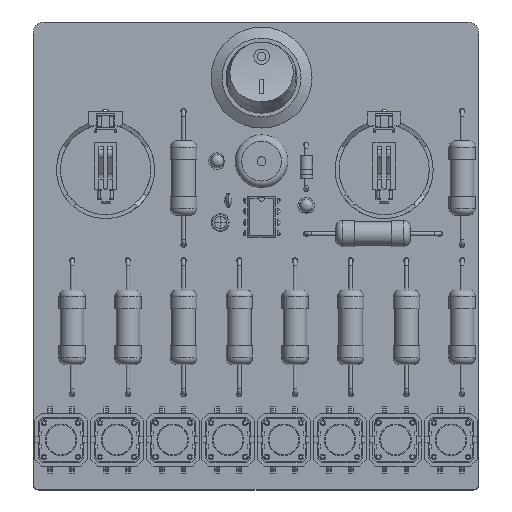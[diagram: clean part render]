
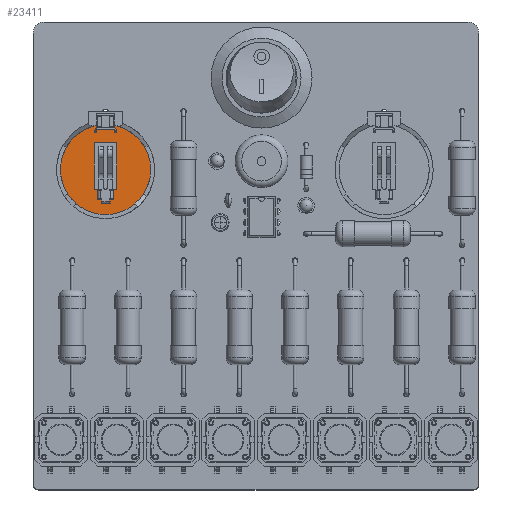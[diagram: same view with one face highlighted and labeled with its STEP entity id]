
A CAD part, top view. The second image highlights one B-rep face of the part: STEP entity #23411.
In plain terms, the highlighted face is planar.
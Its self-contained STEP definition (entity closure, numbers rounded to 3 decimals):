
#22790 = VERTEX_POINT('',#22791);
#22791 = CARTESIAN_POINT('',(10.087,2.489,-2.017));
#22797 = EDGE_CURVE('',#22790,#22798,#22800,.T.);
#22798 = VERTEX_POINT('',#22799);
#22799 = CARTESIAN_POINT('',(0.,2.489,-10.287));
#22800 = CIRCLE('',#22801,10.287);
#22801 = AXIS2_PLACEMENT_3D('',#22802,#22803,#22804);
#22802 = CARTESIAN_POINT('',(0.,2.489,0.));
#22803 = DIRECTION('',(0.,1.,-0.));
#22804 = DIRECTION('',(0.,0.,1.));
#22829 = EDGE_CURVE('',#22798,#22830,#22832,.T.);
#22830 = VERTEX_POINT('',#22831);
#22831 = CARTESIAN_POINT('',(0.,2.489,10.287));
#22832 = CIRCLE('',#22833,10.287);
#22833 = AXIS2_PLACEMENT_3D('',#22834,#22835,#22836);
#22834 = CARTESIAN_POINT('',(0.,2.489,0.));
#22835 = DIRECTION('',(0.,1.,-0.));
#22836 = DIRECTION('',(0.,0.,1.));
#23239 = EDGE_CURVE('',#22830,#23240,#23242,.T.);
#23240 = VERTEX_POINT('',#23241);
#23241 = CARTESIAN_POINT('',(10.087,2.489,2.017));
#23242 = CIRCLE('',#23243,10.287);
#23243 = AXIS2_PLACEMENT_3D('',#23244,#23245,#23246);
#23244 = CARTESIAN_POINT('',(0.,2.489,0.));
#23245 = DIRECTION('',(0.,1.,-0.));
#23246 = DIRECTION('',(0.,0.,1.));
#23411 = ADVANCED_FACE('',(#23412,#23446,#23473,#23507,#23541),#23575,
  .T.);
#23412 = FACE_BOUND('',#23413,.T.);
#23413 = EDGE_LOOP('',(#23414,#23424,#23432,#23440));
#23414 = ORIENTED_EDGE('',*,*,#23415,.T.);
#23415 = EDGE_CURVE('',#23416,#23418,#23420,.T.);
#23416 = VERTEX_POINT('',#23417);
#23417 = CARTESIAN_POINT('',(-7.667,2.489,1.016));
#23418 = VERTEX_POINT('',#23419);
#23419 = CARTESIAN_POINT('',(-7.667,2.489,-1.016));
#23420 = LINE('',#23421,#23422);
#23421 = CARTESIAN_POINT('',(-7.667,2.489,0.));
#23422 = VECTOR('',#23423,1.);
#23423 = DIRECTION('',(0.,0.,-1.));
#23424 = ORIENTED_EDGE('',*,*,#23425,.T.);
#23425 = EDGE_CURVE('',#23418,#23426,#23428,.T.);
#23426 = VERTEX_POINT('',#23427);
#23427 = CARTESIAN_POINT('',(-7.268,2.489,-1.016));
#23428 = LINE('',#23429,#23430);
#23429 = CARTESIAN_POINT('',(0.,2.489,-1.016));
#23430 = VECTOR('',#23431,1.);
#23431 = DIRECTION('',(1.,0.,0.));
#23432 = ORIENTED_EDGE('',*,*,#23433,.F.);
#23433 = EDGE_CURVE('',#23434,#23426,#23436,.T.);
#23434 = VERTEX_POINT('',#23435);
#23435 = CARTESIAN_POINT('',(-7.268,2.489,1.016));
#23436 = LINE('',#23437,#23438);
#23437 = CARTESIAN_POINT('',(-7.268,2.489,1.016));
#23438 = VECTOR('',#23439,1.);
#23439 = DIRECTION('',(0.,0.,-1.));
#23440 = ORIENTED_EDGE('',*,*,#23441,.F.);
#23441 = EDGE_CURVE('',#23416,#23434,#23442,.T.);
#23442 = LINE('',#23443,#23444);
#23443 = CARTESIAN_POINT('',(0.,2.489,1.016));
#23444 = VECTOR('',#23445,1.);
#23445 = DIRECTION('',(1.,0.,0.));
#23446 = FACE_BOUND('',#23447,.T.);
#23447 = EDGE_LOOP('',(#23448,#23458,#23464,#23465,#23466,#23467));
#23448 = ORIENTED_EDGE('',*,*,#23449,.T.);
#23449 = EDGE_CURVE('',#23450,#23452,#23454,.T.);
#23450 = VERTEX_POINT('',#23451);
#23451 = CARTESIAN_POINT('',(9.125,2.489,2.017));
#23452 = VERTEX_POINT('',#23453);
#23453 = CARTESIAN_POINT('',(9.125,2.489,-2.017));
#23454 = LINE('',#23455,#23456);
#23455 = CARTESIAN_POINT('',(9.125,2.489,2.017));
#23456 = VECTOR('',#23457,1.);
#23457 = DIRECTION('',(0.,0.,-1.));
#23458 = ORIENTED_EDGE('',*,*,#23459,.F.);
#23459 = EDGE_CURVE('',#22790,#23452,#23460,.T.);
#23460 = LINE('',#23461,#23462);
#23461 = CARTESIAN_POINT('',(12.722,2.489,-2.017));
#23462 = VECTOR('',#23463,1.);
#23463 = DIRECTION('',(-1.,0.,0.));
#23464 = ORIENTED_EDGE('',*,*,#22797,.T.);
#23465 = ORIENTED_EDGE('',*,*,#22829,.T.);
#23466 = ORIENTED_EDGE('',*,*,#23239,.T.);
#23467 = ORIENTED_EDGE('',*,*,#23468,.T.);
#23468 = EDGE_CURVE('',#23240,#23450,#23469,.T.);
#23469 = LINE('',#23470,#23471);
#23470 = CARTESIAN_POINT('',(12.722,2.489,2.017));
#23471 = VECTOR('',#23472,1.);
#23472 = DIRECTION('',(-1.,0.,0.));
#23473 = FACE_BOUND('',#23474,.T.);
#23474 = EDGE_LOOP('',(#23475,#23485,#23493,#23501));
#23475 = ORIENTED_EDGE('',*,*,#23476,.T.);
#23476 = EDGE_CURVE('',#23477,#23479,#23481,.T.);
#23477 = VERTEX_POINT('',#23478);
#23478 = CARTESIAN_POINT('',(-4.664,2.489,1.146));
#23479 = VERTEX_POINT('',#23480);
#23480 = CARTESIAN_POINT('',(-4.664,2.489,1.863));
#23481 = LINE('',#23482,#23483);
#23482 = CARTESIAN_POINT('',(-4.664,2.489,1.863));
#23483 = VECTOR('',#23484,1.);
#23484 = DIRECTION('',(-0.,-0.,1.));
#23485 = ORIENTED_EDGE('',*,*,#23486,.T.);
#23486 = EDGE_CURVE('',#23479,#23487,#23489,.T.);
#23487 = VERTEX_POINT('',#23488);
#23488 = CARTESIAN_POINT('',(-6.798,2.489,1.863));
#23489 = LINE('',#23490,#23491);
#23490 = CARTESIAN_POINT('',(-4.664,2.489,1.863));
#23491 = VECTOR('',#23492,1.);
#23492 = DIRECTION('',(-1.,0.,0.));
#23493 = ORIENTED_EDGE('',*,*,#23494,.T.);
#23494 = EDGE_CURVE('',#23487,#23495,#23497,.T.);
#23495 = VERTEX_POINT('',#23496);
#23496 = CARTESIAN_POINT('',(-6.798,2.489,1.146));
#23497 = LINE('',#23498,#23499);
#23498 = CARTESIAN_POINT('',(-6.798,2.489,1.863));
#23499 = VECTOR('',#23500,1.);
#23500 = DIRECTION('',(0.,0.,-1.));
#23501 = ORIENTED_EDGE('',*,*,#23502,.T.);
#23502 = EDGE_CURVE('',#23495,#23477,#23503,.T.);
#23503 = LINE('',#23504,#23505);
#23504 = CARTESIAN_POINT('',(-4.664,2.489,1.146));
#23505 = VECTOR('',#23506,1.);
#23506 = DIRECTION('',(1.,0.,0.));
#23507 = FACE_BOUND('',#23508,.T.);
#23508 = EDGE_LOOP('',(#23509,#23519,#23527,#23535));
#23509 = ORIENTED_EDGE('',*,*,#23510,.T.);
#23510 = EDGE_CURVE('',#23511,#23513,#23515,.T.);
#23511 = VERTEX_POINT('',#23512);
#23512 = CARTESIAN_POINT('',(-4.526,2.489,2.554));
#23513 = VERTEX_POINT('',#23514);
#23514 = CARTESIAN_POINT('',(-4.526,2.489,-2.554));
#23515 = LINE('',#23516,#23517);
#23516 = CARTESIAN_POINT('',(-4.526,2.489,2.554));
#23517 = VECTOR('',#23518,1.);
#23518 = DIRECTION('',(0.,0.,-1.));
#23519 = ORIENTED_EDGE('',*,*,#23520,.F.);
#23520 = EDGE_CURVE('',#23521,#23513,#23523,.T.);
#23521 = VERTEX_POINT('',#23522);
#23522 = CARTESIAN_POINT('',(6.133,2.489,-2.554));
#23523 = LINE('',#23524,#23525);
#23524 = CARTESIAN_POINT('',(-4.526,2.489,-2.554));
#23525 = VECTOR('',#23526,1.);
#23526 = DIRECTION('',(-1.,-0.,-0.));
#23527 = ORIENTED_EDGE('',*,*,#23528,.T.);
#23528 = EDGE_CURVE('',#23521,#23529,#23531,.T.);
#23529 = VERTEX_POINT('',#23530);
#23530 = CARTESIAN_POINT('',(6.133,2.489,2.554));
#23531 = LINE('',#23532,#23533);
#23532 = CARTESIAN_POINT('',(6.133,2.489,0.));
#23533 = VECTOR('',#23534,1.);
#23534 = DIRECTION('',(0.,0.,1.));
#23535 = ORIENTED_EDGE('',*,*,#23536,.T.);
#23536 = EDGE_CURVE('',#23529,#23511,#23537,.T.);
#23537 = LINE('',#23538,#23539);
#23538 = CARTESIAN_POINT('',(-4.526,2.489,2.554));
#23539 = VECTOR('',#23540,1.);
#23540 = DIRECTION('',(-1.,-0.,0.));
#23541 = FACE_BOUND('',#23542,.T.);
#23542 = EDGE_LOOP('',(#23543,#23553,#23561,#23569));
#23543 = ORIENTED_EDGE('',*,*,#23544,.F.);
#23544 = EDGE_CURVE('',#23545,#23547,#23549,.T.);
#23545 = VERTEX_POINT('',#23546);
#23546 = CARTESIAN_POINT('',(-4.664,2.489,-1.146));
#23547 = VERTEX_POINT('',#23548);
#23548 = CARTESIAN_POINT('',(-4.664,2.489,-1.863));
#23549 = LINE('',#23550,#23551);
#23550 = CARTESIAN_POINT('',(-4.664,2.489,-1.863));
#23551 = VECTOR('',#23552,1.);
#23552 = DIRECTION('',(-0.,-0.,-1.));
#23553 = ORIENTED_EDGE('',*,*,#23554,.F.);
#23554 = EDGE_CURVE('',#23555,#23545,#23557,.T.);
#23555 = VERTEX_POINT('',#23556);
#23556 = CARTESIAN_POINT('',(-6.798,2.489,-1.146));
#23557 = LINE('',#23558,#23559);
#23558 = CARTESIAN_POINT('',(-4.664,2.489,-1.146));
#23559 = VECTOR('',#23560,1.);
#23560 = DIRECTION('',(1.,-0.,0.));
#23561 = ORIENTED_EDGE('',*,*,#23562,.F.);
#23562 = EDGE_CURVE('',#23563,#23555,#23565,.T.);
#23563 = VERTEX_POINT('',#23564);
#23564 = CARTESIAN_POINT('',(-6.798,2.489,-1.863));
#23565 = LINE('',#23566,#23567);
#23566 = CARTESIAN_POINT('',(-6.798,2.489,-1.863));
#23567 = VECTOR('',#23568,1.);
#23568 = DIRECTION('',(0.,0.,1.));
#23569 = ORIENTED_EDGE('',*,*,#23570,.F.);
#23570 = EDGE_CURVE('',#23547,#23563,#23571,.T.);
#23571 = LINE('',#23572,#23573);
#23572 = CARTESIAN_POINT('',(-4.664,2.489,-1.863));
#23573 = VECTOR('',#23574,1.);
#23574 = DIRECTION('',(-1.,0.,0.));
#23575 = PLANE('',#23576);
#23576 = AXIS2_PLACEMENT_3D('',#23577,#23578,#23579);
#23577 = CARTESIAN_POINT('',(0.,2.489,0.));
#23578 = DIRECTION('',(0.,1.,0.));
#23579 = DIRECTION('',(0.,0.,-1.));
